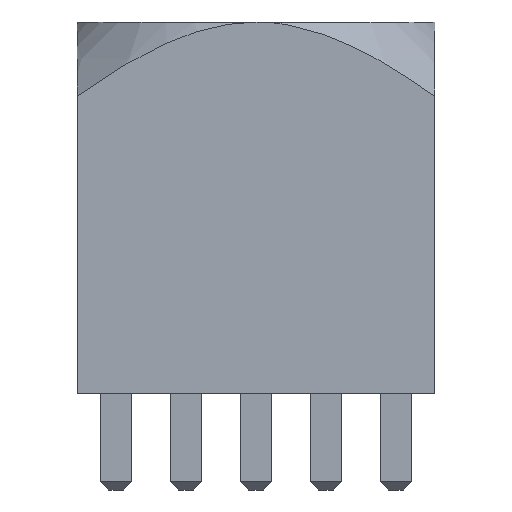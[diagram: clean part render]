
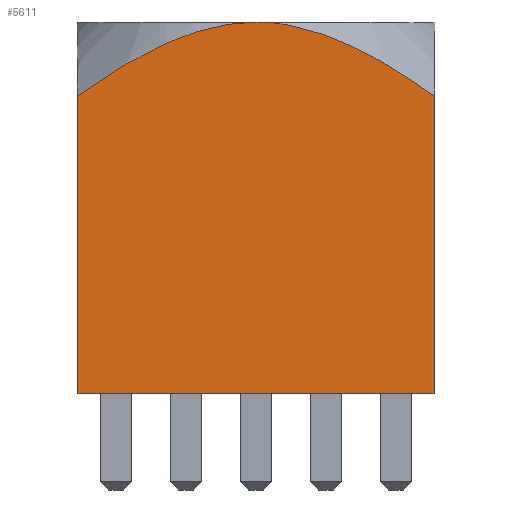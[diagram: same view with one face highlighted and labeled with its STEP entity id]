
A CAD part, front view. The second image highlights one B-rep face of the part: STEP entity #5611.
In plain terms, the highlighted planar face has unit normal (0, -1, 0).
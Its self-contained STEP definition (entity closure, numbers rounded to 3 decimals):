
#24=B_SPLINE_CURVE_WITH_KNOTS('',3,(#7907,#7908,#7909,#7910,#7911,#7912,
#7913,#7914,#7915,#7916,#7917,#7918,#7919,#7920,#7921),.UNSPECIFIED.,.F.,
 .F.,(4,1,1,1,1,1,1,1,1,1,1,1,4),(0.,0.125,0.25,0.375,0.438,0.469,0.5,
0.531,0.563,0.625,0.75,0.875,1.),.UNSPECIFIED.);
#29=B_SPLINE_CURVE_WITH_KNOTS('',3,(#7998,#7999,#8000,#8001,#8002,#8003,
#8004,#8005,#8006,#8007,#8008,#8009,#8010,#8011,#8012),.UNSPECIFIED.,.F.,
 .F.,(4,1,1,1,1,1,1,1,1,1,1,1,4),(0.,0.125,0.25,0.375,0.438,0.469,0.5,
0.531,0.563,0.625,0.75,0.875,1.),.UNSPECIFIED.);
#918=ORIENTED_EDGE('',*,*,#1590,.F.);
#919=ORIENTED_EDGE('',*,*,#1592,.T.);
#920=ORIENTED_EDGE('',*,*,#1582,.T.);
#921=ORIENTED_EDGE('',*,*,#1593,.T.);
#922=ORIENTED_EDGE('',*,*,#1594,.T.);
#1582=EDGE_CURVE('',#1914,#1915,#24,.T.);
#1590=EDGE_CURVE('',#1922,#1923,#2424,.T.);
#1592=EDGE_CURVE('',#1922,#1914,#29,.T.);
#1593=EDGE_CURVE('',#1915,#1924,#2426,.T.);
#1594=EDGE_CURVE('',#1924,#1923,#2427,.T.);
#1914=VERTEX_POINT('',#7890);
#1915=VERTEX_POINT('',#7906);
#1922=VERTEX_POINT('',#7993);
#1923=VERTEX_POINT('',#7995);
#1924=VERTEX_POINT('',#8014);
#2424=LINE('',#7994,#2932);
#2426=LINE('',#8013,#2934);
#2427=LINE('',#8015,#2935);
#2932=VECTOR('',#6814,1000.);
#2934=VECTOR('',#6818,1000.);
#2935=VECTOR('',#6819,1000.);
#3168=EDGE_LOOP('',(#918,#919,#920,#921,#922));
#3436=FACE_BOUND('',#3168,.T.);
#3704=PLANE('',#5856);
#5611=ADVANCED_FACE('',(#3436),#3704,.F.);
#5856=AXIS2_PLACEMENT_3D('',#7997,#6816,#6817);
#6814=DIRECTION('',(0.,0.,-1.));
#6816=DIRECTION('',(0.,1.,0.));
#6817=DIRECTION('',(1.,0.,0.));
#6818=DIRECTION('',(0.,0.,-1.));
#6819=DIRECTION('',(1.,0.,0.));
#7890=CARTESIAN_POINT('',(0.,-6.5,13.5));
#7906=CARTESIAN_POINT('',(-6.5,-6.5,10.808));
#7907=CARTESIAN_POINT('',(0.,-6.5,13.5));
#7908=CARTESIAN_POINT('',(-0.266,-6.5,13.5));
#7909=CARTESIAN_POINT('',(-0.81,-6.5,13.464));
#7910=CARTESIAN_POINT('',(-1.657,-6.5,13.303));
#7911=CARTESIAN_POINT('',(-2.386,-6.5,13.081));
#7912=CARTESIAN_POINT('',(-2.917,-6.5,12.875));
#7913=CARTESIAN_POINT('',(-3.214,-6.5,12.749));
#7914=CARTESIAN_POINT('',(-3.468,-6.5,12.633));
#7915=CARTESIAN_POINT('',(-3.612,-6.5,12.565));
#7916=CARTESIAN_POINT('',(-3.847,-6.5,12.449));
#7917=CARTESIAN_POINT('',(-4.252,-6.5,12.239));
#7918=CARTESIAN_POINT('',(-4.869,-6.5,11.887));
#7919=CARTESIAN_POINT('',(-5.656,-6.5,11.391));
#7920=CARTESIAN_POINT('',(-6.213,-6.5,11.01));
#7921=CARTESIAN_POINT('',(-6.5,-6.5,10.808));
#7993=CARTESIAN_POINT('',(6.5,-6.5,10.808));
#7994=CARTESIAN_POINT('',(6.5,-6.5,13.5));
#7995=CARTESIAN_POINT('',(6.5,-6.5,0.));
#7997=CARTESIAN_POINT('',(-6.5,-6.5,13.5));
#7998=CARTESIAN_POINT('',(6.5,-6.5,10.808));
#7999=CARTESIAN_POINT('',(6.218,-6.5,11.007));
#8000=CARTESIAN_POINT('',(5.667,-6.5,11.383));
#8001=CARTESIAN_POINT('',(4.886,-6.5,11.875));
#8002=CARTESIAN_POINT('',(4.269,-6.5,12.228));
#8003=CARTESIAN_POINT('',(3.861,-6.5,12.441));
#8004=CARTESIAN_POINT('',(3.624,-6.5,12.558));
#8005=CARTESIAN_POINT('',(3.477,-6.5,12.629));
#8006=CARTESIAN_POINT('',(3.226,-6.5,12.744));
#8007=CARTESIAN_POINT('',(2.929,-6.5,12.871));
#8008=CARTESIAN_POINT('',(2.4,-6.5,13.078));
#8009=CARTESIAN_POINT('',(1.67,-6.5,13.302));
#8010=CARTESIAN_POINT('',(0.818,-6.5,13.464));
#8011=CARTESIAN_POINT('',(0.27,-6.5,13.5));
#8012=CARTESIAN_POINT('',(0.,-6.5,13.5));
#8013=CARTESIAN_POINT('',(-6.5,-6.5,13.5));
#8014=CARTESIAN_POINT('',(-6.5,-6.5,0.));
#8015=CARTESIAN_POINT('',(-6.5,-6.5,0.));
